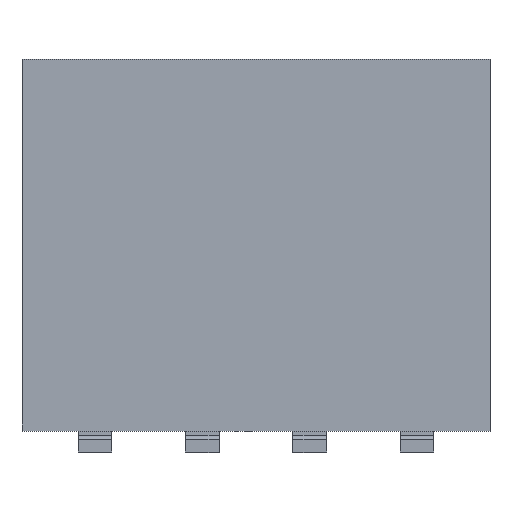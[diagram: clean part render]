
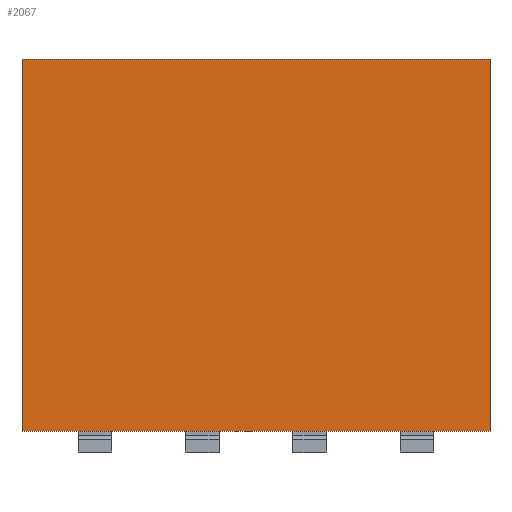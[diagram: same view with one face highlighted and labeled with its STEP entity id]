
A CAD part, top view. The second image highlights one B-rep face of the part: STEP entity #2067.
In plain terms, the highlighted planar face has unit normal (0, 0, 1).
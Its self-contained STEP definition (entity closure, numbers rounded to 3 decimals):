
#21 = CARTESIAN_POINT ( 'NONE',  ( -2.77, 0.25, 1.5 ) ) ;
#76 = CARTESIAN_POINT ( 'NONE',  ( 2.77, 4.65, 1.5 ) ) ;
#96 = EDGE_LOOP ( 'NONE', ( #501, #1899, #238, #1151 ) ) ;
#125 = CARTESIAN_POINT ( 'NONE',  ( 2.77, 0.25, 1.5 ) ) ;
#171 = DIRECTION ( 'NONE',  ( 0., -1., 0. ) ) ;
#238 = ORIENTED_EDGE ( 'NONE', *, *, #2070, .T. ) ;
#252 = VECTOR ( 'NONE', #1312, 1000. ) ;
#262 = EDGE_CURVE ( 'NONE', #854, #1061, #2006, .T. ) ;
#269 = DIRECTION ( 'NONE',  ( 0., 0., -1. ) ) ;
#457 = DIRECTION ( 'NONE',  ( -1., 0., 0. ) ) ;
#501 = ORIENTED_EDGE ( 'NONE', *, *, #773, .F. ) ;
#516 = CARTESIAN_POINT ( 'NONE',  ( 2.77, 15.6, 1.5 ) ) ;
#773 = EDGE_CURVE ( 'NONE', #980, #854, #1332, .T. ) ;
#776 = CARTESIAN_POINT ( 'NONE',  ( -2.77, 15.6, 1.5 ) ) ;
#787 = DIRECTION ( 'NONE',  ( 0., -1., 0. ) ) ;
#854 = VERTEX_POINT ( 'NONE', #76 ) ;
#911 = CARTESIAN_POINT ( 'NONE',  ( 2.77, 0.25, 1.5 ) ) ;
#937 = EDGE_CURVE ( 'NONE', #980, #1732, #1967, .T. ) ;
#964 = FACE_OUTER_BOUND ( 'NONE', #96, .T. ) ;
#980 = VERTEX_POINT ( 'NONE', #1604 ) ;
#999 = CARTESIAN_POINT ( 'NONE',  ( 2.77, 4.65, 1.5 ) ) ;
#1061 = VERTEX_POINT ( 'NONE', #911 ) ;
#1151 = ORIENTED_EDGE ( 'NONE', *, *, #262, .F. ) ;
#1190 = VECTOR ( 'NONE', #787, 1000. ) ;
#1203 = AXIS2_PLACEMENT_3D ( 'NONE', #1778, #269, #457 ) ;
#1230 = VECTOR ( 'NONE', #171, 1000. ) ;
#1279 = PLANE ( 'NONE',  #1203 ) ;
#1312 = DIRECTION ( 'NONE',  ( 1., 0., 0. ) ) ;
#1332 = LINE ( 'NONE', #999, #1855 ) ;
#1604 = CARTESIAN_POINT ( 'NONE',  ( -2.77, 4.65, 1.5 ) ) ;
#1635 = LINE ( 'NONE', #125, #252 ) ;
#1732 = VERTEX_POINT ( 'NONE', #21 ) ;
#1778 = CARTESIAN_POINT ( 'NONE',  ( 2.77, 15.6, 1.5 ) ) ;
#1855 = VECTOR ( 'NONE', #2001, 1000. ) ;
#1899 = ORIENTED_EDGE ( 'NONE', *, *, #937, .T. ) ;
#1967 = LINE ( 'NONE', #776, #1190 ) ;
#2001 = DIRECTION ( 'NONE',  ( 1., 0., 0. ) ) ;
#2006 = LINE ( 'NONE', #516, #1230 ) ;
#2067 = ADVANCED_FACE ( 'NONE', ( #964 ), #1279, .F. ) ;
#2070 = EDGE_CURVE ( 'NONE', #1732, #1061, #1635, .T. ) ;
